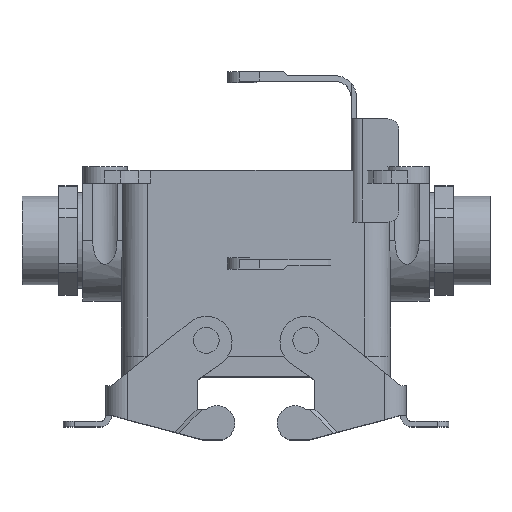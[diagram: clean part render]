
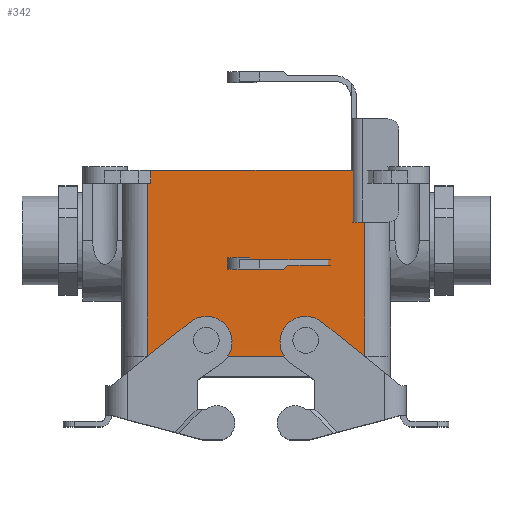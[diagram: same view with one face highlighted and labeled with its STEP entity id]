
A CAD part, top view. The second image highlights one B-rep face of the part: STEP entity #342.
In plain terms, the highlighted planar face has unit normal (0, 0, 1).
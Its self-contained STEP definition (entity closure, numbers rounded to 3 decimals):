
#342 = ADVANCED_FACE( '', ( #864, #865, #866 ), #867, .F. );
#864 = FACE_BOUND( '', #1621, .T. );
#865 = FACE_OUTER_BOUND( '', #1622, .T. );
#866 = FACE_BOUND( '', #1623, .T. );
#867 = PLANE( '', #1624 );
#1621 = EDGE_LOOP( '', ( #2600 ) );
#1622 = EDGE_LOOP( '', ( #2601, #2602, #2603, #2604, #2605, #2606, #2607, #2608 ) );
#1623 = EDGE_LOOP( '', ( #2609 ) );
#1624 = AXIS2_PLACEMENT_3D( '', #2610, #2611, #2612 );
#2600 = ORIENTED_EDGE( '', *, *, #4445, .F. );
#2601 = ORIENTED_EDGE( '', *, *, #4446, .T. );
#2602 = ORIENTED_EDGE( '', *, *, #4447, .F. );
#2603 = ORIENTED_EDGE( '', *, *, #4448, .T. );
#2604 = ORIENTED_EDGE( '', *, *, #4449, .T. );
#2605 = ORIENTED_EDGE( '', *, *, #4287, .F. );
#2606 = ORIENTED_EDGE( '', *, *, #4450, .F. );
#2607 = ORIENTED_EDGE( '', *, *, #4451, .T. );
#2608 = ORIENTED_EDGE( '', *, *, #4300, .T. );
#2609 = ORIENTED_EDGE( '', *, *, #4452, .F. );
#2610 = CARTESIAN_POINT( '', ( 0., -3.5, 21.5 ) );
#2611 = DIRECTION( '', ( 0., 0., -1. ) );
#2612 = DIRECTION( '', ( -1., 0., 0. ) );
#4287 = EDGE_CURVE( '', #5104, #5106, #5107, .T. );
#4300 = EDGE_CURVE( '', #5128, #5126, #5129, .T. );
#4445 = EDGE_CURVE( '', #5375, #5375, #5376, .F. );
#4446 = EDGE_CURVE( '', #5126, #5377, #5378, .T. );
#4447 = EDGE_CURVE( '', #5379, #5377, #5380, .T. );
#4448 = EDGE_CURVE( '', #5379, #5381, #5382, .T. );
#4449 = EDGE_CURVE( '', #5381, #5106, #5383, .T. );
#4450 = EDGE_CURVE( '', #5384, #5104, #5385, .T. );
#4451 = EDGE_CURVE( '', #5384, #5128, #5386, .T. );
#4452 = EDGE_CURVE( '', #5387, #5387, #5388, .F. );
#5104 = VERTEX_POINT( '', #6309 );
#5106 = VERTEX_POINT( '', #6312 );
#5107 = B_SPLINE_CURVE_WITH_KNOTS( '', 1, ( #6313, #6314 ), .UNSPECIFIED., .F., .F., ( 2, 2 ), ( 0., 1. ), .UNSPECIFIED. );
#5126 = VERTEX_POINT( '', #6348 );
#5128 = VERTEX_POINT( '', #6351 );
#5129 = LINE( '', #6352, #6353 );
#5375 = VERTEX_POINT( '', #6707 );
#5376 = CIRCLE( '', #6708, 2.45 );
#5377 = VERTEX_POINT( '', #6709 );
#5378 = LINE( '', #6710, #6711 );
#5379 = VERTEX_POINT( '', #6712 );
#5380 = LINE( '', #6713, #6714 );
#5381 = VERTEX_POINT( '', #6715 );
#5382 = LINE( '', #6716, #6717 );
#5383 = LINE( '', #6718, #6719 );
#5384 = VERTEX_POINT( '', #6720 );
#5385 = LINE( '', #6721, #6722 );
#5386 = LINE( '', #6723, #6724 );
#5387 = VERTEX_POINT( '', #6725 );
#5388 = CIRCLE( '', #6726, 2.45 );
#6309 = CARTESIAN_POINT( '', ( 29.5, -50.4, 21.505 ) );
#6312 = CARTESIAN_POINT( '', ( -29.5, -50.4, 21.505 ) );
#6313 = CARTESIAN_POINT( '', ( 29.5, -50.4, 21.51 ) );
#6314 = CARTESIAN_POINT( '', ( -29.5, -50.4, 21.51 ) );
#6348 = CARTESIAN_POINT( '', ( 28.625, 0., 21.5 ) );
#6351 = CARTESIAN_POINT( '', ( 28.625, -3.5, 21.5 ) );
#6352 = CARTESIAN_POINT( '', ( 28.625, -3.5, 21.5 ) );
#6353 = VECTOR( '', #7947, 1000. );
#6707 = CARTESIAN_POINT( '', ( 11.05, -46.101, 21.5 ) );
#6708 = AXIS2_PLACEMENT_3D( '', #8104, #8105, #8106 );
#6709 = CARTESIAN_POINT( '', ( -28.625, 0., 21.5 ) );
#6710 = CARTESIAN_POINT( '', ( 0., 0., 21.5 ) );
#6711 = VECTOR( '', #8107, 1000. );
#6712 = CARTESIAN_POINT( '', ( -28.625, -3.5, 21.5 ) );
#6713 = CARTESIAN_POINT( '', ( -28.625, -3.5, 21.5 ) );
#6714 = VECTOR( '', #8108, 1000. );
#6715 = CARTESIAN_POINT( '', ( -29.5, -3.5, 21.5 ) );
#6716 = CARTESIAN_POINT( '', ( -36.9, -3.5, 21.5 ) );
#6717 = VECTOR( '', #8109, 1000. );
#6718 = CARTESIAN_POINT( '', ( -29.5, 68.688, 21.5 ) );
#6719 = VECTOR( '', #8110, 1000. );
#6720 = CARTESIAN_POINT( '', ( 29.5, -3.5, 21.5 ) );
#6721 = CARTESIAN_POINT( '', ( 29.5, 68.688, 21.5 ) );
#6722 = VECTOR( '', #8111, 1000. );
#6723 = CARTESIAN_POINT( '', ( -36.9, -3.5, 21.5 ) );
#6724 = VECTOR( '', #8112, 1000. );
#6725 = CARTESIAN_POINT( '', ( -15.95, -46.101, 21.5 ) );
#6726 = AXIS2_PLACEMENT_3D( '', #8113, #8114, #8115 );
#7947 = DIRECTION( '', ( 0., 1., 0. ) );
#8104 = CARTESIAN_POINT( '', ( 13.5, -46.101, 21.5 ) );
#8105 = DIRECTION( '', ( 0., 0., -1. ) );
#8106 = DIRECTION( '', ( -1., 0., 0. ) );
#8107 = DIRECTION( '', ( -1., 0., 0. ) );
#8108 = DIRECTION( '', ( 0., 1., 0. ) );
#8109 = DIRECTION( '', ( -1., 0., 0. ) );
#8110 = DIRECTION( '', ( 0., -1., 0. ) );
#8111 = DIRECTION( '', ( 0., -1., 0. ) );
#8112 = DIRECTION( '', ( -1., 0., 0. ) );
#8113 = CARTESIAN_POINT( '', ( -13.5, -46.101, 21.5 ) );
#8114 = DIRECTION( '', ( 0., 0., -1. ) );
#8115 = DIRECTION( '', ( -1., 0., 0. ) );
